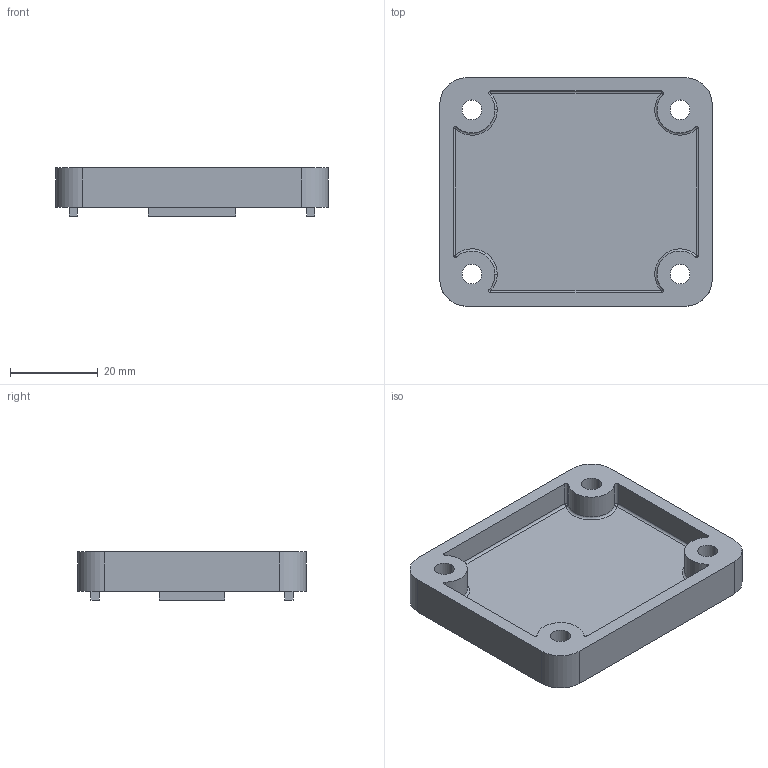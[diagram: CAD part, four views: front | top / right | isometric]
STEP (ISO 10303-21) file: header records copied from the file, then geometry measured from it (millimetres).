
FILE_DESCRIPTION (( 'STEP AP203' ), '1' );
FILE_NAME ('R243.000.009.STEP', '2015-06-12T11:59:14', ( '' ), ( '' ), 'SwSTEP 2.0', 'SolidWorks 2012', '' );
FILE_SCHEMA (( 'CONFIG_CONTROL_DESIGN' ));
Length unit declared in the file: millimetre
Products named in the file (1): R243.000.009
Bounding box: 62 x 52 x 11 mm (x, y, z)
Volume: 14919.1 mm3; surface area: 10232.2 mm2
Topology: 1 solids, 1 shells, 79 faces, 198 edges, 118 vertices
Faces by surface type: cylinder 32, plane 31, sphere 10, torus 6
Entity records: 2355 total; most frequent: DIRECTION 428, CARTESIAN_POINT 380, ORIENTED_EDGE 372, EDGE_CURVE 186, AXIS2_PLACEMENT_3D 162, VERTEX_POINT 114, VECTOR 104, LINE 104
